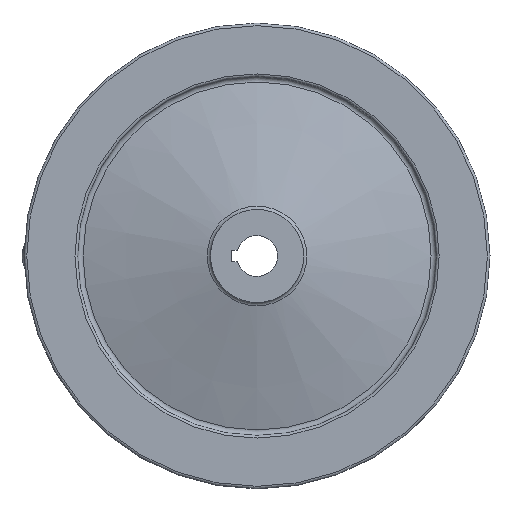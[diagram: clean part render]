
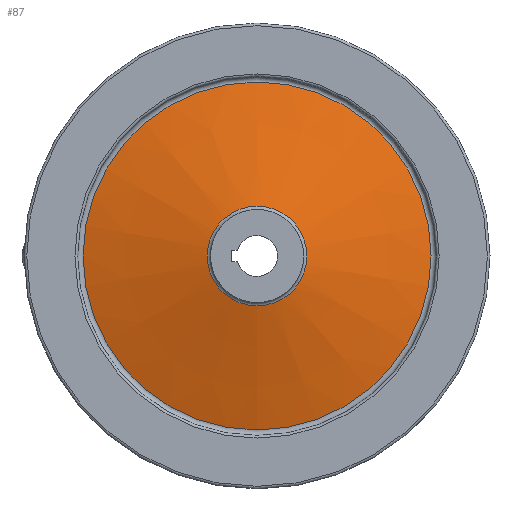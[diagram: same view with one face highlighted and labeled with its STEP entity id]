
A CAD part, left-side view. The second image highlights one B-rep face of the part: STEP entity #87.
In plain terms, the highlighted conical face has half-angle 74.91 degrees and reference radius 26.726 mm.
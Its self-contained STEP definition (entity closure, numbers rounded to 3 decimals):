
#87 = ADVANCED_FACE( '', ( #191, #192 ), #193, .T. );
#191 = FACE_OUTER_BOUND( '', #337, .T. );
#192 = FACE_BOUND( '', #338, .T. );
#193 = CONICAL_SURFACE( '', #339, 26.726, 1.307 );
#337 = EDGE_LOOP( '', ( #491 ) );
#338 = EDGE_LOOP( '', ( #492 ) );
#339 = AXIS2_PLACEMENT_3D( '', #493, #494, #495 );
#491 = ORIENTED_EDGE( '', *, *, #596, .F. );
#492 = ORIENTED_EDGE( '', *, *, #597, .T. );
#493 = CARTESIAN_POINT( '', ( 17.55, 0., 0. ) );
#494 = DIRECTION( '', ( 1., 0., 0. ) );
#495 = DIRECTION( '', ( 0., 0., -1. ) );
#596 = EDGE_CURVE( '', #682, #682, #683, .T. );
#597 = EDGE_CURVE( '', #684, #684, #685, .T. );
#682 = VERTEX_POINT( '', #783 );
#683 = CIRCLE( '', #784, 93.372 );
#684 = VERTEX_POINT( '', #785 );
#685 = CIRCLE( '', #786, 26.726 );
#783 = CARTESIAN_POINT( '', ( 35.52, 0., -93.372 ) );
#784 = AXIS2_PLACEMENT_3D( '', #868, #869, #870 );
#785 = CARTESIAN_POINT( '', ( 17.55, 0., -26.726 ) );
#786 = AXIS2_PLACEMENT_3D( '', #871, #872, #873 );
#868 = CARTESIAN_POINT( '', ( 35.52, 0., 0. ) );
#869 = DIRECTION( '', ( 1., 0., 0. ) );
#870 = DIRECTION( '', ( 0., 0., -1. ) );
#871 = CARTESIAN_POINT( '', ( 17.55, 0., 0. ) );
#872 = DIRECTION( '', ( 1., 0., 0. ) );
#873 = DIRECTION( '', ( 0., 0., -1. ) );
